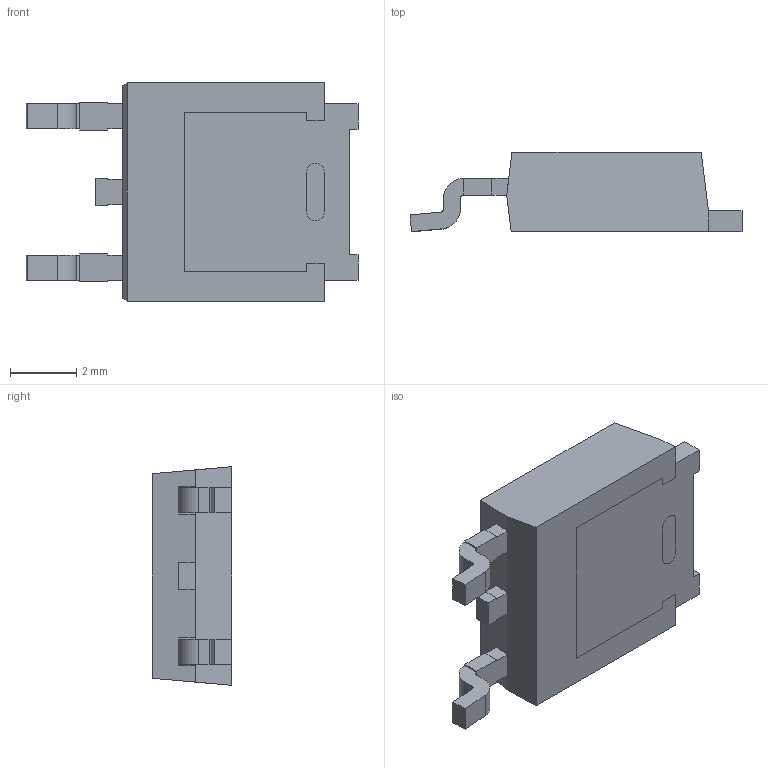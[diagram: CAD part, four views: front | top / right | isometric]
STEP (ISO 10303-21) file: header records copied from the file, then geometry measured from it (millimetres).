
FILE_DESCRIPTION (( 'STEP AP214' ), '1' );
FILE_NAME ('AOD403.STEP', '2023-12-15T23:23:10', ( '' ), ( '' ), 'SwSTEP 2.0', 'SolidWorks 2021', '' );
FILE_SCHEMA (( 'AUTOMOTIVE_DESIGN' ));
Length unit declared in the file: millimetre
Products named in the file (1): AOD403
Bounding box: 10.03 x 2.4 x 6.6 mm (x, y, z)
Volume: 97.1 mm3; surface area: 231.1 mm2
Topology: 5 solids, 5 shells, 103 faces, 264 edges, 172 vertices
Faces by surface type: plane 87, cylinder 16
Entity records: 3148 total; most frequent: CARTESIAN_POINT 540, ORIENTED_EDGE 528, DIRECTION 504, EDGE_CURVE 264, VECTOR 232, LINE 232, VERTEX_POINT 172, AXIS2_PLACEMENT_3D 136
